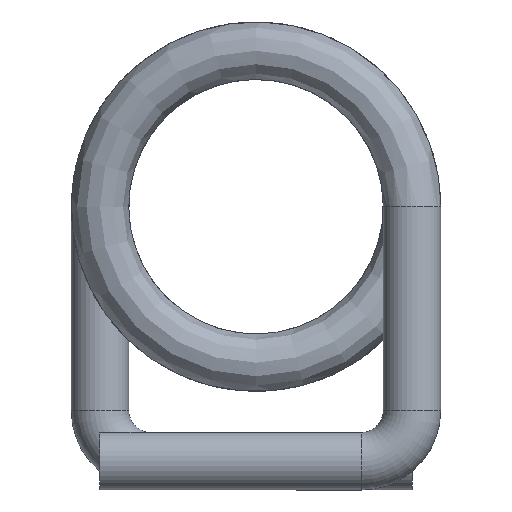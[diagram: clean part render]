
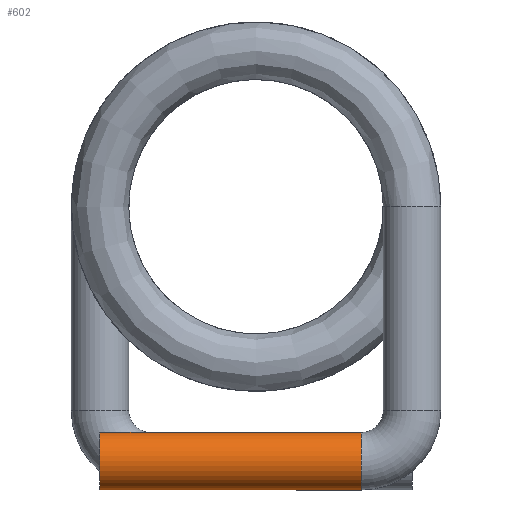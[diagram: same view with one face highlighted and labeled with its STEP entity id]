
A CAD part, front view. The second image highlights one B-rep face of the part: STEP entity #602.
In plain terms, the highlighted cylindrical face has radius 1.13 mm (diameter 2.26 mm), a partial arc.
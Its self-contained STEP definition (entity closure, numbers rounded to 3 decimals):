
#44 = VERTEX_POINT ( 'NONE', #388 ) ;
#63 = EDGE_CURVE ( 'NONE', #1345, #1594, #644, .T. ) ;
#115 = CARTESIAN_POINT ( 'NONE',  ( 4.13, 0., -8.87 ) ) ;
#142 = DIRECTION ( 'NONE',  ( 1., 0., 0. ) ) ;
#198 = EDGE_CURVE ( 'NONE', #760, #1345, #761, .T. ) ;
#260 = DIRECTION ( 'NONE',  ( -1., 0., 0. ) ) ;
#388 = CARTESIAN_POINT ( 'NONE',  ( -6.13, 0., -8.87 ) ) ;
#437 = EDGE_CURVE ( 'NONE', #44, #1594, #1340, .T. ) ;
#500 = ORIENTED_EDGE ( 'NONE', *, *, #999, .T. ) ;
#515 = DIRECTION ( 'NONE',  ( -1., 0., 0. ) ) ;
#562 = AXIS2_PLACEMENT_3D ( 'NONE', #973, #142, #957 ) ;
#602 = ADVANCED_FACE ( 'NONE', ( #1232 ), #1661, .T. ) ;
#620 = AXIS2_PLACEMENT_3D ( 'NONE', #1239, #684, #1635 ) ;
#644 = LINE ( 'NONE', #1746, #1244 ) ;
#684 = DIRECTION ( 'NONE',  ( 1., 0., 0. ) ) ;
#760 = VERTEX_POINT ( 'NONE', #115 ) ;
#761 = CIRCLE ( 'NONE', #620, 1.13 ) ;
#957 = DIRECTION ( 'NONE',  ( 0., 0., -1. ) ) ;
#973 = CARTESIAN_POINT ( 'NONE',  ( -6.13, 0., -10. ) ) ;
#999 = EDGE_CURVE ( 'NONE', #760, #44, #1198, .T. ) ;
#1019 = ORIENTED_EDGE ( 'NONE', *, *, #63, .F. ) ;
#1168 = AXIS2_PLACEMENT_3D ( 'NONE', #1510, #260, #1384 ) ;
#1193 = DIRECTION ( 'NONE',  ( -1., 0., 0. ) ) ;
#1198 = LINE ( 'NONE', #1751, #1527 ) ;
#1232 = FACE_OUTER_BOUND ( 'NONE', #1269, .T. ) ;
#1239 = CARTESIAN_POINT ( 'NONE',  ( 4.13, 0., -10. ) ) ;
#1244 = VECTOR ( 'NONE', #1193, 1000. ) ;
#1269 = EDGE_LOOP ( 'NONE', ( #1019, #1336, #500, #1704 ) ) ;
#1336 = ORIENTED_EDGE ( 'NONE', *, *, #198, .F. ) ;
#1340 = CIRCLE ( 'NONE', #562, 1.13 ) ;
#1345 = VERTEX_POINT ( 'NONE', #1368 ) ;
#1368 = CARTESIAN_POINT ( 'NONE',  ( 4.13, 0., -11.13 ) ) ;
#1384 = DIRECTION ( 'NONE',  ( 0., 0., 1. ) ) ;
#1420 = CARTESIAN_POINT ( 'NONE',  ( -6.13, 0., -11.13 ) ) ;
#1510 = CARTESIAN_POINT ( 'NONE',  ( 4.13, 0., -10. ) ) ;
#1527 = VECTOR ( 'NONE', #515, 1000. ) ;
#1594 = VERTEX_POINT ( 'NONE', #1420 ) ;
#1635 = DIRECTION ( 'NONE',  ( 0., 0., -1. ) ) ;
#1661 = CYLINDRICAL_SURFACE ( 'NONE', #1168, 1.13 ) ;
#1704 = ORIENTED_EDGE ( 'NONE', *, *, #437, .T. ) ;
#1746 = CARTESIAN_POINT ( 'NONE',  ( 4.13, 0., -11.13 ) ) ;
#1751 = CARTESIAN_POINT ( 'NONE',  ( 4.13, 0., -8.87 ) ) ;
